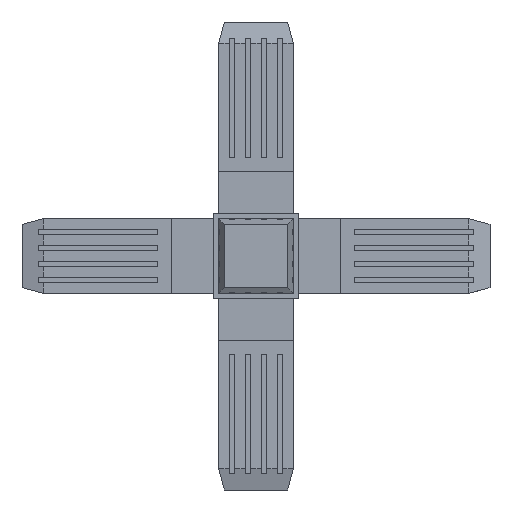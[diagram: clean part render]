
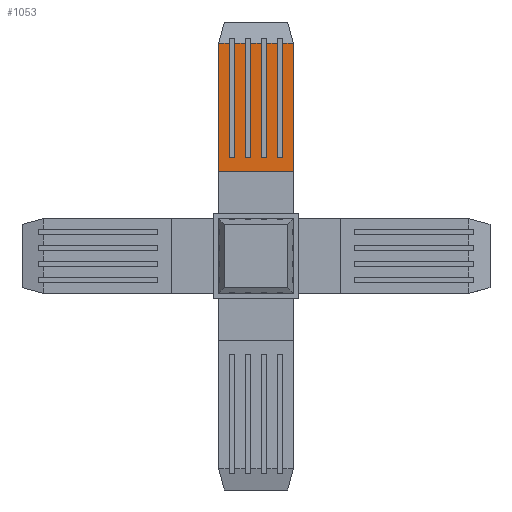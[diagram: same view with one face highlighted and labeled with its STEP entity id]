
A CAD part, left-side view. The second image highlights one B-rep face of the part: STEP entity #1053.
In plain terms, the highlighted planar face has unit normal (-1, 0, 0).
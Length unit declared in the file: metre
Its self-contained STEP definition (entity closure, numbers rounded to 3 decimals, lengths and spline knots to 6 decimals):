
#1053=ADVANCED_FACE('',(#2299),#2300,.T.);
#2299=FACE_OUTER_BOUND('',#3746,.T.);
#2300=PLANE('',#3747);
#3746=EDGE_LOOP('',(#6958,#6959,#6960,#6961,#6962,#6963,#6964,#6965,#6966,#6967,#6968,#6969,#6970,#6971,#6972,#6973,#6974,#6975,#6976,#6977));
#3747=AXIS2_PLACEMENT_3D('',#6978,#6979,#6980);
#6958=ORIENTED_EDGE('',*,*,#10193,.T.);
#6959=ORIENTED_EDGE('',*,*,#10311,.T.);
#6960=ORIENTED_EDGE('',*,*,#9202,.T.);
#6961=ORIENTED_EDGE('',*,*,#10318,.T.);
#6962=ORIENTED_EDGE('',*,*,#10319,.T.);
#6963=ORIENTED_EDGE('',*,*,#10308,.T.);
#6964=ORIENTED_EDGE('',*,*,#10320,.T.);
#6965=ORIENTED_EDGE('',*,*,#9704,.T.);
#6966=ORIENTED_EDGE('',*,*,#10321,.T.);
#6967=ORIENTED_EDGE('',*,*,#10305,.T.);
#6968=ORIENTED_EDGE('',*,*,#9758,.T.);
#6969=ORIENTED_EDGE('',*,*,#9803,.T.);
#6970=ORIENTED_EDGE('',*,*,#10322,.T.);
#6971=ORIENTED_EDGE('',*,*,#10303,.T.);
#6972=ORIENTED_EDGE('',*,*,#10323,.F.);
#6973=ORIENTED_EDGE('',*,*,#10324,.F.);
#6974=ORIENTED_EDGE('',*,*,#9692,.F.);
#6975=ORIENTED_EDGE('',*,*,#10301,.T.);
#6976=ORIENTED_EDGE('',*,*,#9364,.T.);
#6977=ORIENTED_EDGE('',*,*,#10325,.T.);
#6978=CARTESIAN_POINT('',(1.525397,0.012535,0.059995));
#6979=DIRECTION('',(-1.0,0.0,0.));
#6980=DIRECTION('',(0.,0.0,1.0));
#9202=EDGE_CURVE('',#11221,#11219,#11222,.T.);
#9364=EDGE_CURVE('',#11490,#11488,#11491,.T.);
#9692=EDGE_CURVE('',#12042,#12044,#12045,.T.);
#9704=EDGE_CURVE('',#12059,#12061,#12063,.T.);
#9758=EDGE_CURVE('',#12152,#12150,#12153,.T.);
#9803=EDGE_CURVE('',#12150,#12220,#12222,.T.);
#10193=EDGE_CURVE('',#12791,#12789,#12792,.T.);
#10301=EDGE_CURVE('',#12042,#11490,#12931,.T.);
#10303=EDGE_CURVE('',#12933,#12122,#12934,.T.);
#10305=EDGE_CURVE('',#12936,#12152,#12937,.T.);
#10308=EDGE_CURVE('',#12941,#12939,#12942,.T.);
#10311=EDGE_CURVE('',#12789,#11221,#12946,.T.);
#10318=EDGE_CURVE('',#11219,#12957,#12958,.T.);
#10319=EDGE_CURVE('',#12957,#12941,#12959,.T.);
#10320=EDGE_CURVE('',#12939,#12059,#12960,.T.);
#10321=EDGE_CURVE('',#12061,#12936,#12961,.T.);
#10322=EDGE_CURVE('',#12220,#12933,#12962,.T.);
#10323=EDGE_CURVE('',#12963,#12122,#12964,.T.);
#10324=EDGE_CURVE('',#12044,#12963,#12965,.T.);
#10325=EDGE_CURVE('',#11488,#12791,#12966,.T.);
#11219=VERTEX_POINT('',#14141);
#11221=VERTEX_POINT('',#14144);
#11222=LINE('',#14145,#14146);
#11488=VERTEX_POINT('',#14543);
#11490=VERTEX_POINT('',#14546);
#11491=LINE('',#14547,#14548);
#12042=VERTEX_POINT('',#15374);
#12044=VERTEX_POINT('',#15377);
#12045=LINE('',#15378,#15379);
#12059=VERTEX_POINT('',#15400);
#12061=VERTEX_POINT('',#15403);
#12063=LINE('',#15406,#15407);
#12122=VERTEX_POINT('',#15494);
#12150=VERTEX_POINT('',#15536);
#12152=VERTEX_POINT('',#15539);
#12153=LINE('',#15540,#15541);
#12220=VERTEX_POINT('',#15640);
#12222=LINE('',#15643,#15644);
#12789=VERTEX_POINT('',#16500);
#12791=VERTEX_POINT('',#16503);
#12792=LINE('',#16504,#16505);
#12931=LINE('',#16721,#16722);
#12933=VERTEX_POINT('',#16725);
#12934=LINE('',#16726,#16727);
#12936=VERTEX_POINT('',#16730);
#12937=LINE('',#16731,#16732);
#12939=VERTEX_POINT('',#16735);
#12941=VERTEX_POINT('',#16738);
#12942=LINE('',#16739,#16740);
#12946=LINE('',#16746,#16747);
#12957=VERTEX_POINT('',#16762);
#12958=LINE('',#16763,#16764);
#12959=LINE('',#16765,#16766);
#12960=LINE('',#16767,#16768);
#12961=LINE('',#16769,#16770);
#12962=LINE('',#16771,#16772);
#12963=VERTEX_POINT('',#16773);
#12964=LINE('',#16774,#16775);
#12965=LINE('',#16776,#16777);
#12966=LINE('',#16778,#16779);
#14141=CARTESIAN_POINT('',(1.525397,0.009355,0.041891));
#14144=CARTESIAN_POINT('',(1.525397,0.009355,0.07587));
#14145=CARTESIAN_POINT('',(1.525397,0.009355,0.062529));
#14146=VECTOR('',#17800,1.0);
#14543=CARTESIAN_POINT('',(1.525397,0.004583,0.041891));
#14546=CARTESIAN_POINT('',(1.525397,0.004583,0.07587));
#14547=CARTESIAN_POINT('',(1.525397,0.004583,0.062529));
#14548=VECTOR('',#17933,1.0);
#15374=CARTESIAN_POINT('',(1.525397,0.001397,0.07587));
#15377=CARTESIAN_POINT('',(1.525397,0.001397,0.03777));
#15378=CARTESIAN_POINT('',(1.525397,0.001397,0.059995));
#15379=VECTOR('',#18210,1.0);
#15400=CARTESIAN_POINT('',(1.525397,0.014128,0.041891));
#15403=CARTESIAN_POINT('',(1.525397,0.015716,0.041891));
#15406=CARTESIAN_POINT('',(1.525397,0.014128,0.041891));
#15407=VECTOR('',#18220,1.0);
#15494=CARTESIAN_POINT('',(1.525397,0.023673,0.07587));
#15536=CARTESIAN_POINT('',(1.525397,0.018901,0.041891));
#15539=CARTESIAN_POINT('',(1.525397,0.018901,0.07587));
#15540=CARTESIAN_POINT('',(1.525397,0.018901,0.062529));
#15541=VECTOR('',#18264,1.0);
#15640=CARTESIAN_POINT('',(1.525397,0.020488,0.041891));
#15643=CARTESIAN_POINT('',(1.525397,0.018901,0.041891));
#15644=VECTOR('',#18298,1.0);
#16500=CARTESIAN_POINT('',(1.525397,0.00617,0.07587));
#16503=CARTESIAN_POINT('',(1.525397,0.00617,0.041891));
#16504=CARTESIAN_POINT('',(1.525397,0.00617,0.062529));
#16505=VECTOR('',#18589,1.0);
#16721=CARTESIAN_POINT('',(1.525397,0.012535,0.07587));
#16722=VECTOR('',#18667,1.0);
#16725=CARTESIAN_POINT('',(1.525397,0.020488,0.07587));
#16726=CARTESIAN_POINT('',(1.525397,0.012535,0.07587));
#16727=VECTOR('',#18669,1.0);
#16730=CARTESIAN_POINT('',(1.525397,0.015716,0.07587));
#16731=CARTESIAN_POINT('',(1.525397,0.012535,0.07587));
#16732=VECTOR('',#18671,1.0);
#16735=CARTESIAN_POINT('',(1.525397,0.014128,0.07587));
#16738=CARTESIAN_POINT('',(1.525397,0.010943,0.07587));
#16739=CARTESIAN_POINT('',(1.525397,0.012535,0.07587));
#16740=VECTOR('',#18674,1.0);
#16746=CARTESIAN_POINT('',(1.525397,0.012535,0.07587));
#16747=VECTOR('',#18677,1.0);
#16762=CARTESIAN_POINT('',(1.525397,0.010943,0.041891));
#16763=CARTESIAN_POINT('',(1.525397,0.009355,0.041891));
#16764=VECTOR('',#18682,1.0);
#16765=CARTESIAN_POINT('',(1.525397,0.010943,0.062529));
#16766=VECTOR('',#18683,1.0);
#16767=CARTESIAN_POINT('',(1.525397,0.014128,0.062529));
#16768=VECTOR('',#18684,1.0);
#16769=CARTESIAN_POINT('',(1.525397,0.015716,0.062529));
#16770=VECTOR('',#18685,1.0);
#16771=CARTESIAN_POINT('',(1.525397,0.020488,0.062529));
#16772=VECTOR('',#18686,1.0);
#16773=CARTESIAN_POINT('',(1.525397,0.023673,0.03777));
#16774=CARTESIAN_POINT('',(1.525397,0.023673,0.059995));
#16775=VECTOR('',#18687,1.0);
#16776=CARTESIAN_POINT('',(1.525397,0.012535,0.03777));
#16777=VECTOR('',#18688,1.0);
#16778=CARTESIAN_POINT('',(1.525397,0.004583,0.041891));
#16779=VECTOR('',#18689,1.0);
#17800=DIRECTION('',(0.,0.0,-1.0));
#17933=DIRECTION('',(0.,0.0,-1.0));
#18210=DIRECTION('',(0.,0.0,-1.0));
#18220=DIRECTION('',(0.0,1.0,0.0));
#18264=DIRECTION('',(0.,0.0,-1.0));
#18298=DIRECTION('',(0.0,1.0,0.0));
#18589=DIRECTION('',(0.,0.0,1.0));
#18667=DIRECTION('',(0.0,1.0,0.0));
#18669=DIRECTION('',(0.0,1.0,0.0));
#18671=DIRECTION('',(0.0,1.0,0.0));
#18674=DIRECTION('',(0.0,1.0,0.0));
#18677=DIRECTION('',(0.0,1.0,0.0));
#18682=DIRECTION('',(0.0,1.0,0.0));
#18683=DIRECTION('',(0.,0.0,1.0));
#18684=DIRECTION('',(0.,0.0,-1.0));
#18685=DIRECTION('',(0.,0.0,1.0));
#18686=DIRECTION('',(0.,0.0,1.0));
#18687=DIRECTION('',(0.,0.0,1.0));
#18688=DIRECTION('',(0.0,1.0,0.0));
#18689=DIRECTION('',(0.0,1.0,0.0));
